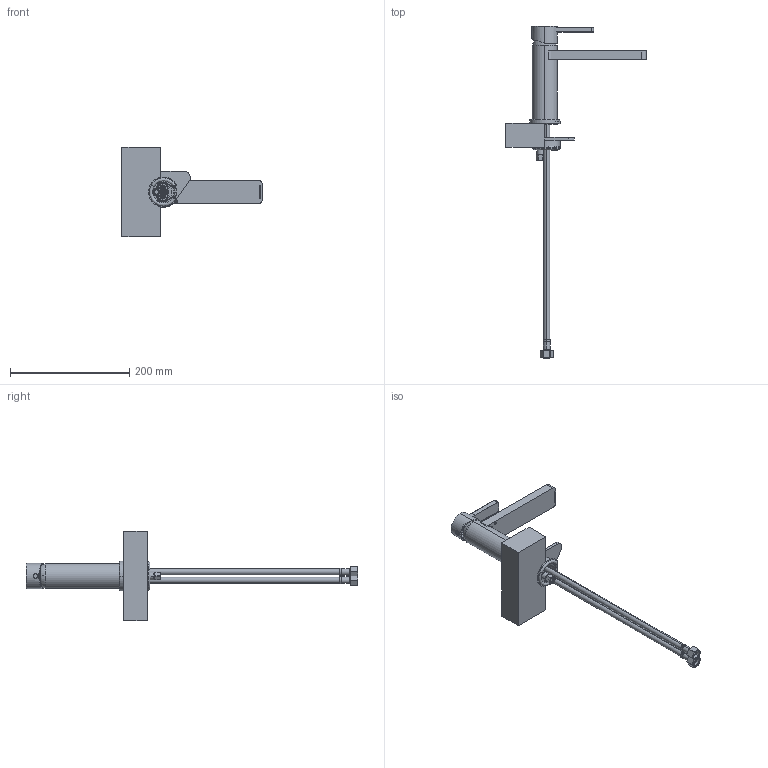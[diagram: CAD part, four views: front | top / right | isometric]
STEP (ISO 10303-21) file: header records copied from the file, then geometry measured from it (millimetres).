
FILE_DESCRIPTION (( 'STEP AP203' ), '1' );
FILE_NAME ('500221boc0_asm.STEP', '2018-09-13T21:18:31', ( '' ), ( '' ), 'SwSTEP 2.0', 'SolidWorks 2015', '' );
FILE_SCHEMA (( 'CONFIG_CONTROL_DESIGN' ));
Length unit declared in the file: millimetre
Products named in the file (55): 16000690_AF2_ASM; 09000107_AF2; TAVOLO35_AF2; 04020204_AF6; 16000689_ASM; 06000047; 16000181_ASM; 04017504; 06023707_AF4; 16000686_AF3_ASM; 05002003_AF2; 06000005_AF1; 16001074_AF1_ASM; 07000024_AF2_ASM; 07000023E_AF2; 14002000_AF1_ASM; 16000666_AF2_ASM; 07000023A_AF2; 04000245; 10034103; 04000215; 07000023D_AF2; 500221boc0_asm; 06020307_AF3; 01000154_AF6; 06000047_AF9; 16000657_AF3_ASM; 03000063_AF3; 06023707; 16001134_AF6_ASM; 07000024G_AF2; 16000442_AF1_ASM; 06022007_AF2; 12053901; 09000107_AF3; 12000220_AF2; 06000045_AF2; 16000787_AF2_ASM; 07000023F_AF2; 01000153_AF6 ...
Assembly tree (55 placements, depth 4):
  500221boc0_asm
    16000686_AF3_ASM
      01000153_AF6
      01000154_AF6
      06000047
      06000047_AF8
      16001074_AF1_ASM
        10000147_AF1
      16001134_AF6_ASM
        04020204_AF6
    16000685_AF2_ASM
      07000024_AF2_ASM
        07000023A_AF2
        07000023B_AF2
        07000023D_AF2
        07000023C_AF2
        07000023E_AF2
        07000023F_AF2
        07000024G_AF2
    16000665_AF2_ASM
      06000045_AF2
      04000041_AF4
    16000666_AF2_ASM
      12000220_AF2
      04000041_AF5
    16000689_ASM
      02000106
      06023707  x2
      04000215
    16000181_ASM
      12053901
      04000009
    16000442_AF1_ASM
      14002000_AF1_ASM
        10017007_AF1
        04000245
        06000005_AF1
        06001201_AF2
        10034103
        04017504
    16000787_AF2_ASM
      09000107_AF2
    16000787_AF3_ASM
      09000107_AF3
    TAVOLO35_AF2
    16000690_AF2_ASM
      03000063_AF3
      03000064_AF3
      06000047_AF9
      06023707_AF4
      16000657_AF3_ASM
        06022007_AF2
      16000658_AF3_ASM
        05002003_AF2
      06020307_AF3
Bounding box: 235 x 556.05 x 150 mm (x, y, z)
Volume: 417072.3 mm3; surface area: 225760.7 mm2
Topology: 23 solids, 72 shells, 1688 faces, 4300 edges, 2755 vertices
Faces by surface type: cylinder 727, plane 567, cone 231, bspline 155, torus 8
Entity records: 64169 total; most frequent: CARTESIAN_POINT 17948, DIRECTION 8833, ORIENTED_EDGE 8228, EDGE_CURVE 4180, AXIS2_PLACEMENT_3D 3522, VERTEX_POINT 2705, CIRCLE 1943, EDGE_LOOP 1860
